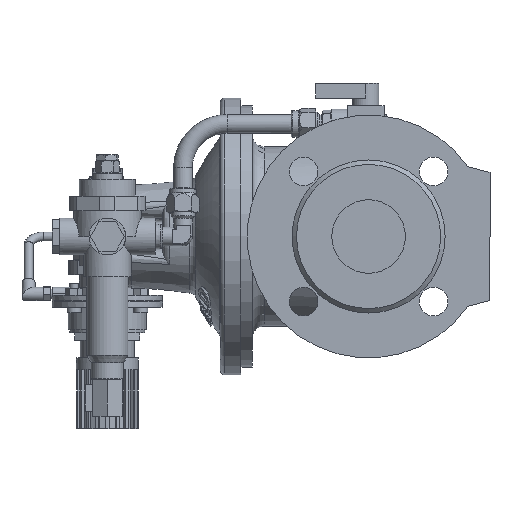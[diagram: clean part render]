
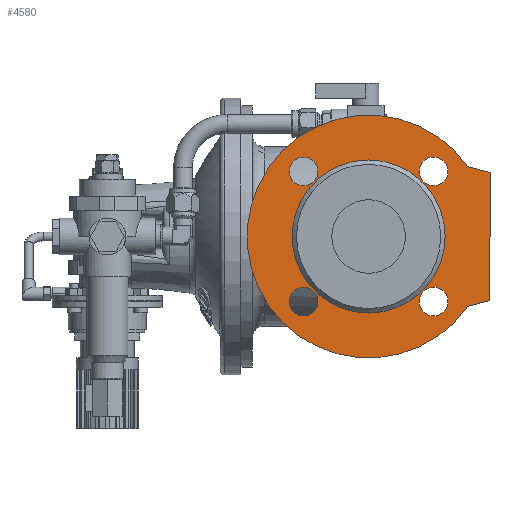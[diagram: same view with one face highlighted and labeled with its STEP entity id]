
A CAD part, left-side view. The second image highlights one B-rep face of the part: STEP entity #4580.
In plain terms, the highlighted planar face has unit normal (-1, 0, 0).
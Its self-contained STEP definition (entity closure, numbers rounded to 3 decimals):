
#3422 = EDGE_CURVE ( 'NONE', #18523, #18523, #16364, .T. ) ;
#3914 = EDGE_CURVE ( 'NONE', #18561, #18561, #17547, .T. ) ;
#3915 = EDGE_CURVE ( 'NONE', #18562, #18562, #17548, .T. ) ;
#3916 = EDGE_CURVE ( 'NONE', #33858, #33855, #17544, .T. ) ;
#3917 = EDGE_CURVE ( 'NONE', #33855, #33856, #17545, .T. ) ;
#3918 = EDGE_CURVE ( 'NONE', #33856, #33850, #17551, .T. ) ;
#3919 = EDGE_CURVE ( 'NONE', #33850, #33858, #17536, .T. ) ;
#3920 = EDGE_CURVE ( 'NONE', #18563, #18563, #17552, .T. ) ;
#3921 = EDGE_CURVE ( 'NONE', #18564, #18564, #17557, .T. ) ;
#4580 = ADVANCED_FACE ( 'NONE', ( #24948, #24953, #24951, #24952, #24947, #24954 ), #29356, .F. ) ;
#6916 = AXIS2_PLACEMENT_3D ( 'NONE', #19297, #19298, #19299 ) ;
#7370 = AXIS2_PLACEMENT_3D ( 'NONE', #22509, #22510, #22511 ) ;
#7374 = AXIS2_PLACEMENT_3D ( 'NONE', #22512, #22513, #22514 ) ;
#7376 = ORIENTED_EDGE ( 'NONE', *, *, #3914, .T. ) ;
#7377 = AXIS2_PLACEMENT_3D ( 'NONE', #22519, #22520, #22521 ) ;
#7380 = AXIS2_PLACEMENT_3D ( 'NONE', #22522, #22523, #22524 ) ;
#7383 = AXIS2_PLACEMENT_3D ( 'NONE', #22525, #22526, #22527 ) ;
#7763 = AXIS2_PLACEMENT_3D ( 'NONE', #29357, #29349, #29359 ) ;
#16364 = CIRCLE ( 'NONE', #6916, 9.75 ) ;
#17536 = CIRCLE ( 'NONE', #7377, 82.5 ) ;
#17544 = LINE ( 'NONE', #22501, #17550 ) ;
#17545 = LINE ( 'NONE', #22505, #17549 ) ;
#17547 = CIRCLE ( 'NONE', #7370, 9.75 ) ;
#17548 = CIRCLE ( 'NONE', #7374, 9.75 ) ;
#17549 = VECTOR ( 'NONE', #22516, 1000. ) ;
#17550 = VECTOR ( 'NONE', #22515, 1000. ) ;
#17551 = LINE ( 'NONE', #22517, #17553 ) ;
#17552 = CIRCLE ( 'NONE', #7380, 52. ) ;
#17553 = VECTOR ( 'NONE', #22518, 1000. ) ;
#17557 = CIRCLE ( 'NONE', #7383, 9.75 ) ;
#18523 = VERTEX_POINT ( 'NONE', #23286 ) ;
#18561 = VERTEX_POINT ( 'NONE', #23324 ) ;
#18562 = VERTEX_POINT ( 'NONE', #23325 ) ;
#18563 = VERTEX_POINT ( 'NONE', #23326 ) ;
#18564 = VERTEX_POINT ( 'NONE', #23327 ) ;
#19297 = CARTESIAN_POINT ( 'NONE',  ( -112., 44.194, -44.194 ) ) ;
#19298 = DIRECTION ( 'NONE',  ( 1., 0., 0. ) ) ;
#19299 = DIRECTION ( 'NONE',  ( 0., 0., -1. ) ) ;
#20647 = CARTESIAN_POINT ( 'NONE',  ( -112., -67.426, -47.539 ) ) ;
#20648 = CARTESIAN_POINT ( 'NONE',  ( -112., -82.5, 43.5 ) ) ;
#20650 = CARTESIAN_POINT ( 'NONE',  ( -112., -67.426, 47.539 ) ) ;
#20651 = CARTESIAN_POINT ( 'NONE',  ( -112., -82.5, -43.5 ) ) ;
#22501 = CARTESIAN_POINT ( 'NONE',  ( -112., -82.5, 43.5 ) ) ;
#22505 = CARTESIAN_POINT ( 'NONE',  ( -112., -82.5, 43.5 ) ) ;
#22509 = CARTESIAN_POINT ( 'NONE',  ( -112., 44.194, 44.194 ) ) ;
#22510 = DIRECTION ( 'NONE',  ( 1., 0., 0. ) ) ;
#22511 = DIRECTION ( 'NONE',  ( 0., 1., 0. ) ) ;
#22512 = CARTESIAN_POINT ( 'NONE',  ( -112., -44.194, -44.194 ) ) ;
#22513 = DIRECTION ( 'NONE',  ( 1., 0., 0. ) ) ;
#22514 = DIRECTION ( 'NONE',  ( 0., -1., 0. ) ) ;
#22515 = DIRECTION ( 'NONE',  ( 0., -0.966, -0.259 ) ) ;
#22516 = DIRECTION ( 'NONE',  ( 0., 0., -1. ) ) ;
#22517 = CARTESIAN_POINT ( 'NONE',  ( -112., -82.5, -43.5 ) ) ;
#22518 = DIRECTION ( 'NONE',  ( 0., 0.966, -0.259 ) ) ;
#22519 = CARTESIAN_POINT ( 'NONE',  ( -112., 0., 0. ) ) ;
#22520 = DIRECTION ( 'NONE',  ( 1., 0., 0. ) ) ;
#22521 = DIRECTION ( 'NONE',  ( 0., 0., -1. ) ) ;
#22522 = CARTESIAN_POINT ( 'NONE',  ( -112., 0., 0. ) ) ;
#22523 = DIRECTION ( 'NONE',  ( 1., 0., 0. ) ) ;
#22524 = DIRECTION ( 'NONE',  ( 0., 1., 0. ) ) ;
#22525 = CARTESIAN_POINT ( 'NONE',  ( -112., -44.194, 44.194 ) ) ;
#22526 = DIRECTION ( 'NONE',  ( 1., 0., 0. ) ) ;
#22527 = DIRECTION ( 'NONE',  ( 0., 0., 1. ) ) ;
#23286 = CARTESIAN_POINT ( 'NONE',  ( -112., 44.194, -53.944 ) ) ;
#23324 = CARTESIAN_POINT ( 'NONE',  ( -112., 53.944, 44.194 ) ) ;
#23325 = CARTESIAN_POINT ( 'NONE',  ( -112., -53.944, -44.194 ) ) ;
#23326 = CARTESIAN_POINT ( 'NONE',  ( -112., 52., 0. ) ) ;
#23327 = CARTESIAN_POINT ( 'NONE',  ( -112., -44.194, 53.944 ) ) ;
#24947 = FACE_BOUND ( 'NONE', #25110, .T. ) ;
#24948 = FACE_BOUND ( 'NONE', #25108, .T. ) ;
#24951 = FACE_BOUND ( 'NONE', #25114, .T. ) ;
#24952 = FACE_OUTER_BOUND ( 'NONE', #25116, .T. ) ;
#24953 = FACE_BOUND ( 'NONE', #25106, .T. ) ;
#24954 = FACE_BOUND ( 'NONE', #25120, .T. ) ;
#25106 = EDGE_LOOP ( 'NONE', ( #36497 ) ) ;
#25108 = EDGE_LOOP ( 'NONE', ( #36483 ) ) ;
#25110 = EDGE_LOOP ( 'NONE', ( #36493 ) ) ;
#25114 = EDGE_LOOP ( 'NONE', ( #33829 ) ) ;
#25116 = EDGE_LOOP ( 'NONE', ( #36485, #36486, #36489, #36473 ) ) ;
#25120 = EDGE_LOOP ( 'NONE', ( #7376 ) ) ;
#29349 = DIRECTION ( 'NONE',  ( 1., 0., 0. ) ) ;
#29356 = PLANE ( 'NONE',  #7763 ) ;
#29357 = CARTESIAN_POINT ( 'NONE',  ( -112., 0., 0. ) ) ;
#29359 = DIRECTION ( 'NONE',  ( 0., 0., -1. ) ) ;
#33829 = ORIENTED_EDGE ( 'NONE', *, *, #3920, .T. ) ;
#33850 = VERTEX_POINT ( 'NONE', #20647 ) ;
#33855 = VERTEX_POINT ( 'NONE', #20648 ) ;
#33856 = VERTEX_POINT ( 'NONE', #20651 ) ;
#33858 = VERTEX_POINT ( 'NONE', #20650 ) ;
#36473 = ORIENTED_EDGE ( 'NONE', *, *, #3916, .F. ) ;
#36483 = ORIENTED_EDGE ( 'NONE', *, *, #3921, .T. ) ;
#36485 = ORIENTED_EDGE ( 'NONE', *, *, #3919, .F. ) ;
#36486 = ORIENTED_EDGE ( 'NONE', *, *, #3918, .F. ) ;
#36489 = ORIENTED_EDGE ( 'NONE', *, *, #3917, .F. ) ;
#36493 = ORIENTED_EDGE ( 'NONE', *, *, #3915, .T. ) ;
#36497 = ORIENTED_EDGE ( 'NONE', *, *, #3422, .T. ) ;
